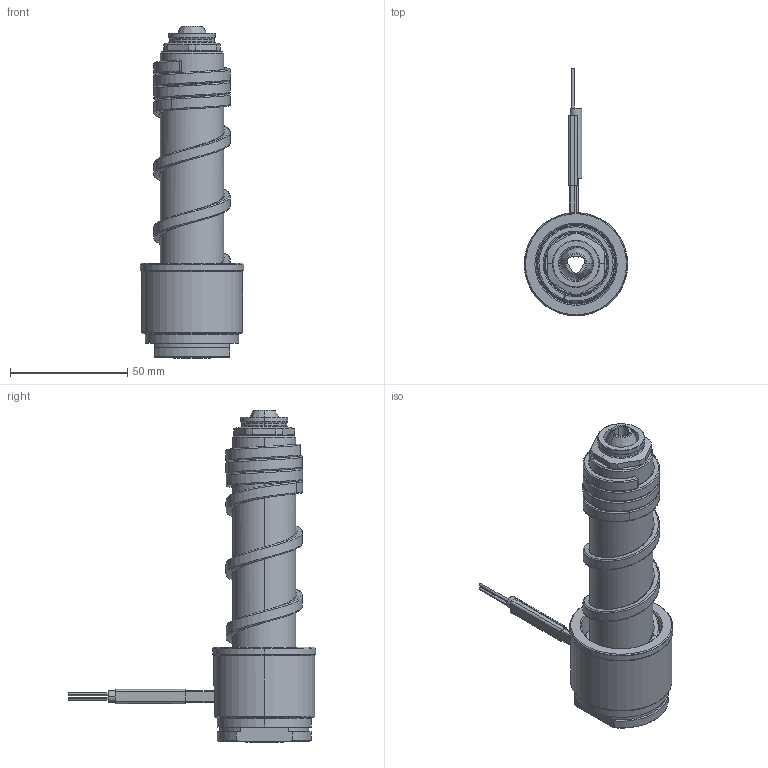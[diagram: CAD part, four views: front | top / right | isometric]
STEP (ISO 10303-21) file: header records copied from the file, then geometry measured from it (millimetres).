
FILE_DESCRIPTION((''),'2;1');
FILE_NAME('EL-146-CEG','2014-03-04T',('Íàòàëüÿ'),('IMID'),'PRO/ENGINEER BY PARAMETRIC TECHNOLOGY CORPORATION, 2010180','PRO/ENGINEER BY PARAMETRIC TECHNOLOGY CORPORATION, 2010180','');
FILE_SCHEMA(('CONFIG_CONTROL_DESIGN'));
Length unit declared in the file: millimetre
Products named in the file (1): EL-146-CEG
Bounding box: 44 x 105.5 x 141.3 mm (x, y, z)
Volume: 102352.6 mm3; surface area: 41684.7 mm2
Topology: 1 solids, 8 shells, 311 faces, 753 edges, 446 vertices
Faces by surface type: cylinder 101, cone 56, bspline 55, plane 53, torus 29, revolution 9, extrusion 8
Entity records: 16947 total; most frequent: CARTESIAN_POINT 9969, ORIENTED_EDGE 1466, DIRECTION 1388, EDGE_CURVE 745, AXIS2_PLACEMENT_3D 553, VERTEX_POINT 446, EDGE_LOOP 335, CIRCLE 313
